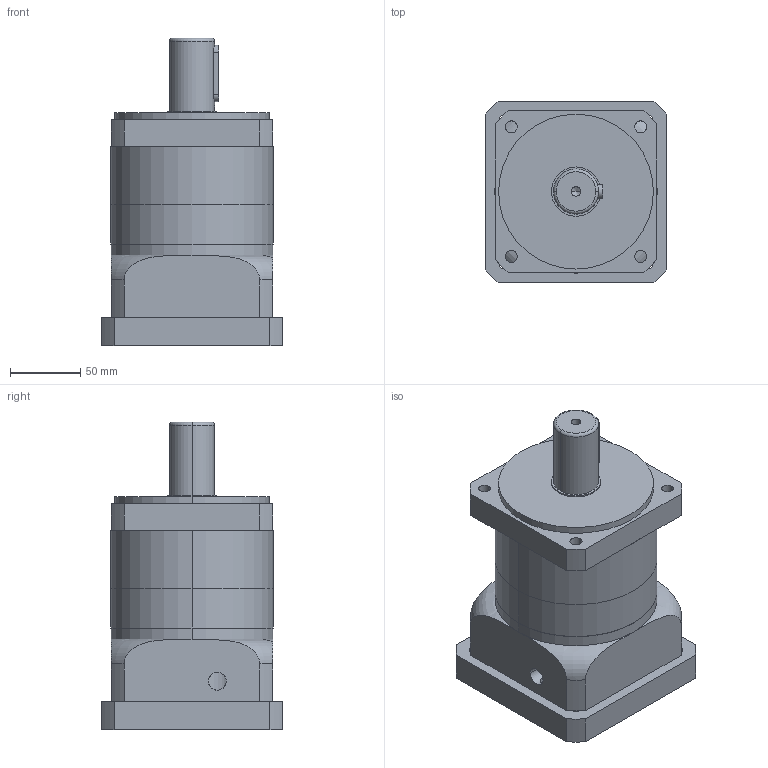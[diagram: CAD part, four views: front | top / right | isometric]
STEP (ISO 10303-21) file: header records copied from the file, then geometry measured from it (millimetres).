
FILE_DESCRIPTION (( 'STEP AP203' ), '1' );
FILE_NAME ('DH120-L2-XX-22-110-145-M8(連接法蘭)_2024.STEP', '2024-03-08T02:38:32', ( '' ), ( '' ), 'SwSTEP 2.0', 'SolidWorks 2016', '' );
FILE_SCHEMA (( 'CONFIG_CONTROL_DESIGN' ));
Length unit declared in the file: millimetre
Products named in the file (1): DH120-L2-XX-22-110-145-M8(連接法蘭)_2024
Bounding box: 129 x 129 x 218.5 mm (x, y, z)
Volume: 1847875.1 mm3; surface area: 247128.2 mm2
Topology: 20 solids, 20 shells, 395 faces, 881 edges, 560 vertices
Faces by surface type: plane 174, cylinder 157, cone 34, torus 30
Entity records: 11795 total; most frequent: CARTESIAN_POINT 2641, DIRECTION 2016, ORIENTED_EDGE 1742, EDGE_CURVE 871, AXIS2_PLACEMENT_3D 777, VERTEX_POINT 560, EDGE_LOOP 473, VECTOR 462
